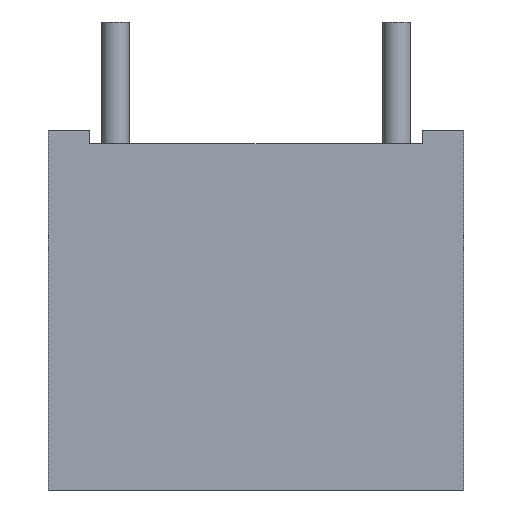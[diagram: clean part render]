
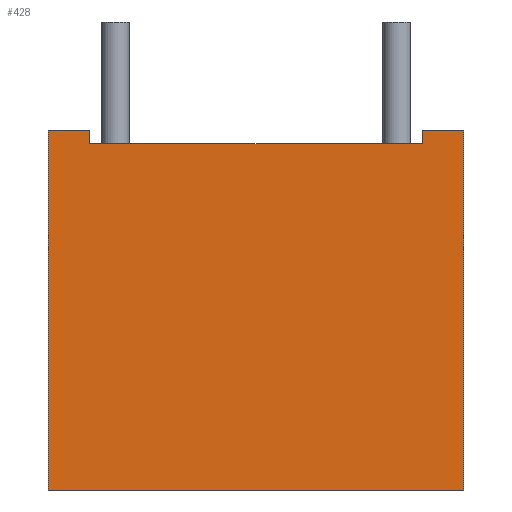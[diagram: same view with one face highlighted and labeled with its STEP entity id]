
A CAD part, front view. The second image highlights one B-rep face of the part: STEP entity #428.
In plain terms, the highlighted planar face has unit normal (0, -1, 0).
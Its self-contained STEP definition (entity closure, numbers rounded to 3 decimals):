
#31=PLANE('',#478);
#53=FACE_OUTER_BOUND('',#77,.T.);
#77=EDGE_LOOP('',(#372,#373,#374,#375,#376,#377,#378,#379));
#104=LINE('',#663,#154);
#110=LINE('',#675,#160);
#117=LINE('',#688,#167);
#121=LINE('',#696,#171);
#125=LINE('',#702,#175);
#126=LINE('',#704,#176);
#127=LINE('',#706,#177);
#128=LINE('',#707,#178);
#154=VECTOR('',#541,10.);
#160=VECTOR('',#551,10.);
#167=VECTOR('',#564,10.);
#171=VECTOR('',#572,10.);
#175=VECTOR('',#578,10.);
#176=VECTOR('',#581,10.);
#177=VECTOR('',#582,10.);
#178=VECTOR('',#583,10.);
#216=VERTEX_POINT('',#660);
#217=VERTEX_POINT('',#662);
#220=VERTEX_POINT('',#672);
#221=VERTEX_POINT('',#674);
#224=VERTEX_POINT('',#686);
#226=VERTEX_POINT('',#694);
#227=VERTEX_POINT('',#700);
#228=VERTEX_POINT('',#705);
#260=EDGE_CURVE('',#217,#216,#104,.T.);
#266=EDGE_CURVE('',#220,#221,#110,.T.);
#273=EDGE_CURVE('',#220,#224,#117,.T.);
#277=EDGE_CURVE('',#224,#226,#121,.T.);
#281=EDGE_CURVE('',#226,#227,#125,.T.);
#282=EDGE_CURVE('',#217,#227,#126,.T.);
#283=EDGE_CURVE('',#228,#216,#127,.T.);
#284=EDGE_CURVE('',#221,#228,#128,.T.);
#372=ORIENTED_EDGE('',*,*,#273,.T.);
#373=ORIENTED_EDGE('',*,*,#277,.T.);
#374=ORIENTED_EDGE('',*,*,#281,.T.);
#375=ORIENTED_EDGE('',*,*,#282,.F.);
#376=ORIENTED_EDGE('',*,*,#260,.T.);
#377=ORIENTED_EDGE('',*,*,#283,.F.);
#378=ORIENTED_EDGE('',*,*,#284,.F.);
#379=ORIENTED_EDGE('',*,*,#266,.F.);
#428=ADVANCED_FACE('',(#53),#31,.T.);
#478=AXIS2_PLACEMENT_3D('',#703,#579,#580);
#541=DIRECTION('',(0.,0.,-1.));
#551=DIRECTION('',(1.,0.,0.));
#564=DIRECTION('',(0.,0.,-1.));
#572=DIRECTION('',(-1.,0.,0.));
#578=DIRECTION('',(0.,0.,1.));
#579=DIRECTION('center_axis',(0.,-1.,0.));
#580=DIRECTION('ref_axis',(-1.,0.,0.));
#581=DIRECTION('',(1.,0.,0.));
#582=DIRECTION('',(-1.,0.,0.));
#583=DIRECTION('',(0.,0.,-1.));
#660=CARTESIAN_POINT('',(-3.75,-1.25,-6.5));
#662=CARTESIAN_POINT('',(-3.75,-1.25,0.));
#663=CARTESIAN_POINT('',(-3.75,-1.25,0.));
#672=CARTESIAN_POINT('',(3.,-1.25,0.));
#674=CARTESIAN_POINT('',(3.75,-1.25,0.));
#675=CARTESIAN_POINT('',(-3.75,-1.25,0.));
#686=CARTESIAN_POINT('',(3.,-1.25,-0.25));
#688=CARTESIAN_POINT('',(3.,-1.25,-0.125));
#694=CARTESIAN_POINT('',(-3.,-1.25,-0.25));
#696=CARTESIAN_POINT('',(0.375,-1.25,-0.25));
#700=CARTESIAN_POINT('',(-3.,-1.25,0.));
#702=CARTESIAN_POINT('',(-3.,-1.25,0.));
#703=CARTESIAN_POINT('Origin',(3.75,-1.25,0.));
#704=CARTESIAN_POINT('',(-3.75,-1.25,0.));
#705=CARTESIAN_POINT('',(3.75,-1.25,-6.5));
#706=CARTESIAN_POINT('',(-3.75,-1.25,-6.5));
#707=CARTESIAN_POINT('',(3.75,-1.25,0.));
